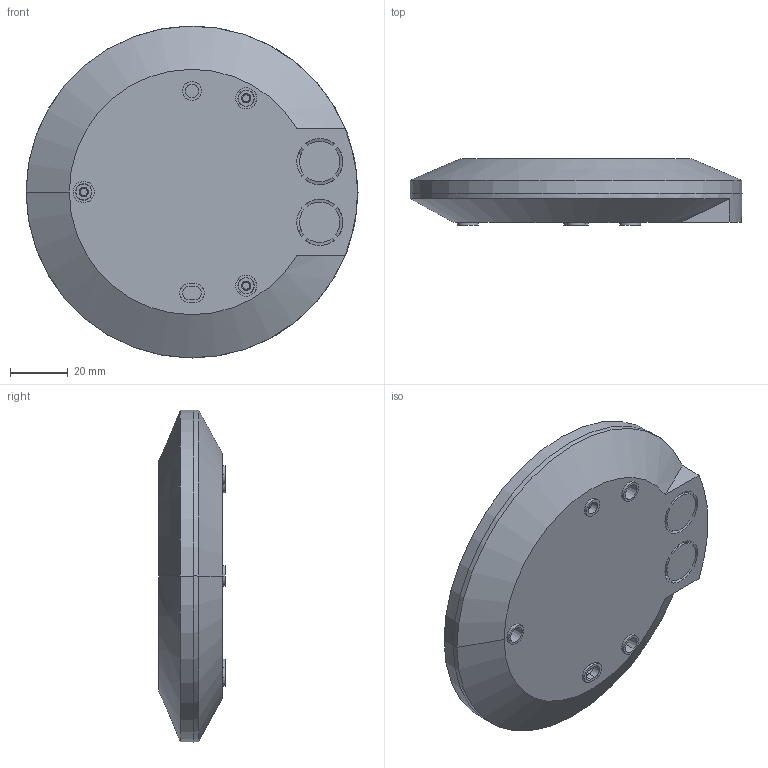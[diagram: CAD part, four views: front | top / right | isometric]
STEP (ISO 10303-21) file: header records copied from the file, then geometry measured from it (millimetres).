
FILE_DESCRIPTION (( 'STEP AP214' ), '1' );
FILE_NAME ('OCCPIRSS82-2_3D.step', '2024-03-19T17:19:09', ( '' ), ( '' ), 'SwSTEP 2.0', 'SolidWorks 2022', '' );
FILE_SCHEMA (( 'AUTOMOTIVE_DESIGN' ));
Length unit declared in the file: inch
Products named in the file (4): OCCPIRSS82-2_3D; internal^OCCPIRSS82-2; cover^OCCPIRSS82-2; base^OCCPIRSS82-2
Assembly tree (3 placements, depth 2):
  OCCPIRSS82-2_3D
    base^OCCPIRSS82-2
    internal^OCCPIRSS82-2
    cover^OCCPIRSS82-2
Bounding box: 115 x 23 x 115 mm (x, y, z)
Volume: 54869.3 mm3; surface area: 76067 mm2
Topology: 3 solids, 3 shells, 553 faces, 1521 edges, 1001 vertices
Faces by surface type: plane 273, cone 124, cylinder 84, bspline 59, torus 9, sphere 4
Entity records: 19881 total; most frequent: CARTESIAN_POINT 5943, ORIENTED_EDGE 3042, DIRECTION 2635, EDGE_CURVE 1521, VERTEX_POINT 1001, AXIS2_PLACEMENT_3D 901, VECTOR 833, LINE 833
